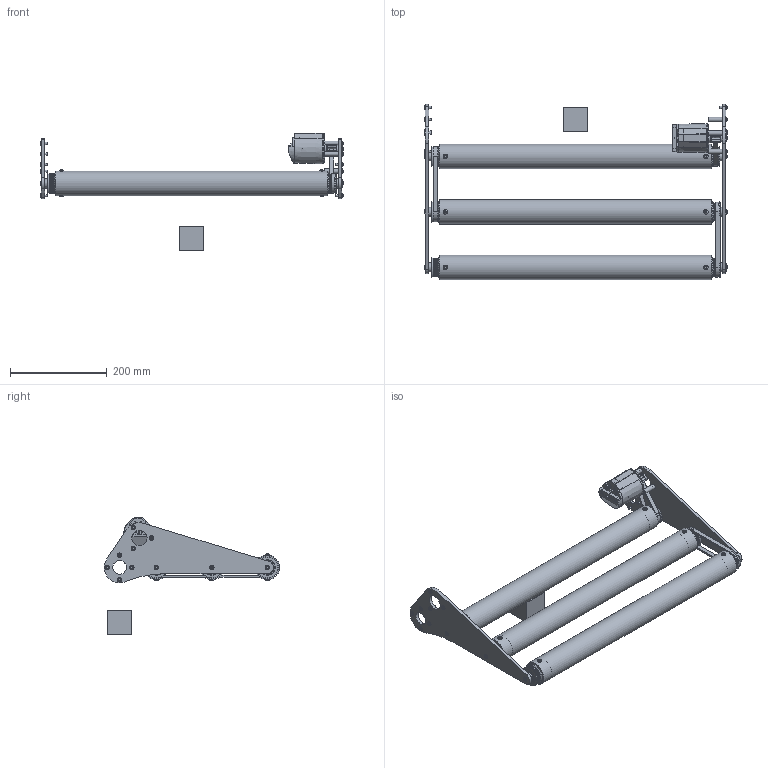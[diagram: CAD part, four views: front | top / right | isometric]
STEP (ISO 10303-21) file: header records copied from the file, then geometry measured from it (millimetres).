
FILE_DESCRIPTION(/* description */ ('STEP AP242 Edition 2','CAx-IF Rec.Pracs.---Representation and Presentation of Product Manufacturing Information (PMI)---4.0---2014-10-13','CAx-IF Rec.Pracs.---3D Tessellated Geometry---0.4---2014-09-14','2;1','CAx-IF Rec.Pracs.---User Defined Attributes---1.5---2016-08-15'),/* implementation_level */ '2;1');
FILE_NAME(/* name */ '6930ff44e0d9edfed235da33',/* time_stamp */ '2025-12-04T03:25:58Z',/* author */ (''),/* organization */ (''),/* preprocessor_version */ 'ST-DEVELOPER v20',/* originating_system */ 'ONSHAPE BY PTC INC, 1.207',/* authorisation */ ' ');
FILE_SCHEMA (('AP242_MANAGED_MODEL_BASED_3D_ENGINEERING_MIM_LF { 1 0 10303 442 3 1 4 }'));
Length unit declared in the file: metre
Products named in the file (24): Assembly; 0.196" ID Custom Spacer (0.375" OD,1.156" L); #10-32 x 1/2" L BHCS (Steel, Black Oxide); 12t Steel Spur Gear (20 DP, 14T Center Distance, SplineXS Bore); #10 Washer (5/8" OD, 0.031" WD, Steel, Black Zinc); 70T 5M 9mm Wide Belt; #10-32 x 3/8" L BHCS (Steel, Black Oxide); Part 2; 47T 5M 9mm Wide Belt; Origin Cube; Kraken X60 Brushless Motor <1>; Kraken X60 Brushless Motor; Tube Roller System (Custom, Latheless) <1>; #10-32 x 0.375" L BHCS (Steel, Black Oxide); Roller Endcap_HTD_24_Tooth_Square Nut; #10-32 Square Nut; 1/2" Rounded Hex (13.75mm) ID Bearing (1.125" OD, 0.313" WD, Shielded
, Flanged); 1/2" Rounded Hex (24" L, 13.75mm OD); 0.541" ID Custom Spacer (0.75" OD,0.25" L); Deadaxle Tube_22.25_in; 8mm Motor Spacer (1/4" L, 5/8" OD); Tube Roller System (Custom, Latheless) <3>; Tube Roller System (Custom, Latheless) <2>
Assembly tree (88 placements, depth 3):
  Assembly
    0.196" ID Custom Spacer (0.375" OD,1.156" L)  x3
    #10-32 x 1/2" L BHCS (Steel, Black Oxide)  x21
    12t Steel Spur Gear (20 DP, 14T Center Distance, SplineXS Bore)
    #10 Washer (5/8" OD, 0.031" WD, Steel, Black Zinc)
    70T 5M 9mm Wide Belt
    #10-32 x 3/8" L BHCS (Steel, Black Oxide)
    70T 5M 9mm Wide Belt
    Part 2  x2
    47T 5M 9mm Wide Belt
    Origin Cube
    Kraken X60 Brushless Motor <1>
      Kraken X60 Brushless Motor
    Tube Roller System (Custom, Latheless) <1>
      #10-32 x 0.375" L BHCS (Steel, Black Oxide)  x4
      Roller Endcap_HTD_24_Tooth_Square Nut  x2
      #10-32 Square Nut  x4
      1/2" Rounded Hex (13.75mm) ID Bearing (1.125" OD, 0.313" WD, Shielded
, Flanged)  x2
      1/2" Rounded Hex (24" L, 13.75mm OD)
      0.541" ID Custom Spacer (0.75" OD,0.25" L)  x2
      Deadaxle Tube_22.25_in
    8mm Motor Spacer (1/4" L, 5/8" OD)  x2
    Tube Roller System (Custom, Latheless) <3>
      #10-32 x 0.375" L BHCS (Steel, Black Oxide)  x4
      Deadaxle Tube_22.25_in
      Roller Endcap_HTD_24_Tooth_Square Nut  x2
      1/2" Rounded Hex (24" L, 13.75mm OD)
      0.541" ID Custom Spacer (0.75" OD,0.25" L)  x2
      1/2" Rounded Hex (13.75mm) ID Bearing (1.125" OD, 0.313" WD, Shielded
, Flanged)  x2
      #10-32 Square Nut  x4
    Tube Roller System (Custom, Latheless) <2>
      Deadaxle Tube_22.25_in
      1/2" Rounded Hex (24" L, 13.75mm OD)
      #10-32 x 0.375" L BHCS (Steel, Black Oxide)  x4
      1/2" Rounded Hex (13.75mm) ID Bearing (1.125" OD, 0.313" WD, Shielded
, Flanged)  x2
      0.541" ID Custom Spacer (0.75" OD,0.25" L)  x2
      #10-32 Square Nut  x4
      Roller Endcap_HTD_24_Tooth_Square Nut  x2
Bounding box: 629.02 x 363.26 x 243.92 mm (x, y, z)
Volume: 1635804.6 mm3; surface area: 918196.9 mm2
Topology: 84 solids, 86 shells, 3259 faces, 8555 edges, 5669 vertices
Faces by surface type: cylinder 1610, plane 1362, cone 121, bspline 121, sphere 38, torus 7
Full cylindrical faces by diameter (mm): 2.261 x2, 3.658 x2, 4.039 x27, 4.826 x34, 4.978 x21, 5.105 x39, 5.563 x2, 7.137 x2, 9.169 x34, 9.525 x3, 9.54 x1, 11 x1, 13.75 x6, 13.877 x6, 15.875 x9, 19.05 x7, 19.204 x12, 24.575 x12, 28.575 x8, 28.702 x6, 31.12 x6, 31.75 x2, 32.703 x6, 42.96 x12, 47.498 x6, 47.625 x3, 50.8 x3
Entity records: 43065 total; most frequent: CARTESIAN_POINT 14423, ORIENTED_EDGE 5580, DIRECTION 5393, EDGE_CURVE 2790, AXIS2_PLACEMENT_3D 1886, VERTEX_POINT 1884, LINE 1621, VECTOR 1621
